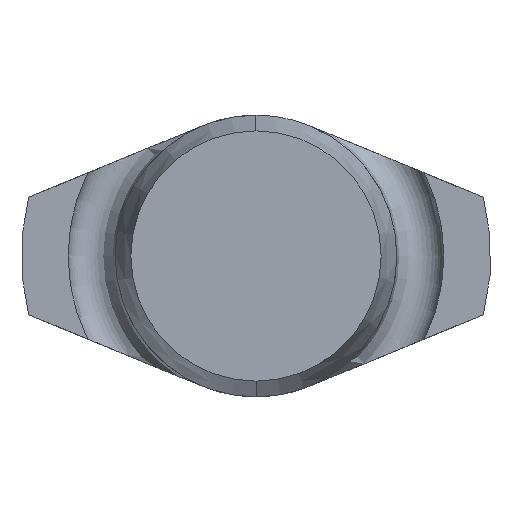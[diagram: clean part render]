
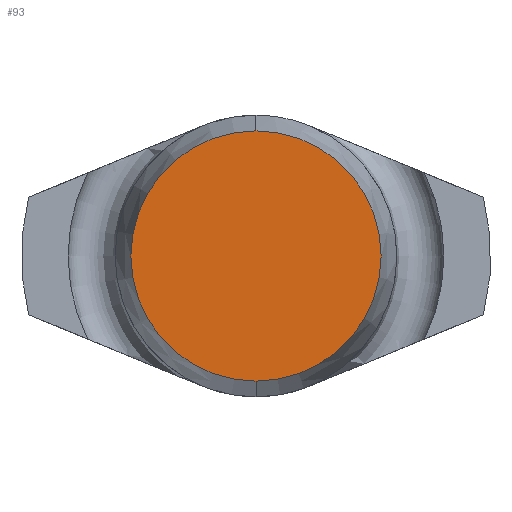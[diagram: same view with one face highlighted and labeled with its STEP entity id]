
A CAD part, front view. The second image highlights one B-rep face of the part: STEP entity #93.
In plain terms, the highlighted planar face has unit normal (0, -1, 0).
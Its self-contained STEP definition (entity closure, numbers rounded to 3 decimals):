
#93 = ADVANCED_FACE( '', ( #137 ), #138, .T. );
#137 = FACE_OUTER_BOUND( '', #188, .T. );
#138 = PLANE( '', #189 );
#188 = EDGE_LOOP( '', ( #339, #340 ) );
#189 = AXIS2_PLACEMENT_3D( '', #341, #342, #343 );
#339 = ORIENTED_EDGE( '', *, *, #403, .F. );
#340 = ORIENTED_EDGE( '', *, *, #454, .F. );
#341 = CARTESIAN_POINT( '', ( 0., -18., -2.665 ) );
#342 = DIRECTION( '', ( 0., -1., 0. ) );
#343 = DIRECTION( '', ( 0., 0., 1. ) );
#403 = EDGE_CURVE( '', #466, #469, #470, .T. );
#454 = EDGE_CURVE( '', #469, #466, #552, .T. );
#466 = VERTEX_POINT( '', #566 );
#469 = VERTEX_POINT( '', #570 );
#470 = CIRCLE( '', #571, 5.33 );
#552 = CIRCLE( '', #802, 5.33 );
#566 = CARTESIAN_POINT( '', ( 0., -18., -5.33 ) );
#570 = CARTESIAN_POINT( '', ( 0., -18., 5.33 ) );
#571 = AXIS2_PLACEMENT_3D( '', #815, #816, #817 );
#802 = AXIS2_PLACEMENT_3D( '', #902, #903, #904 );
#815 = CARTESIAN_POINT( '', ( 0., -18., 0. ) );
#816 = DIRECTION( '', ( 0., 1., 0. ) );
#817 = DIRECTION( '', ( 0., 0., -1. ) );
#902 = CARTESIAN_POINT( '', ( 0., -18., 0. ) );
#903 = DIRECTION( '', ( 0., 1., 0. ) );
#904 = DIRECTION( '', ( 0., 0., -1. ) );
